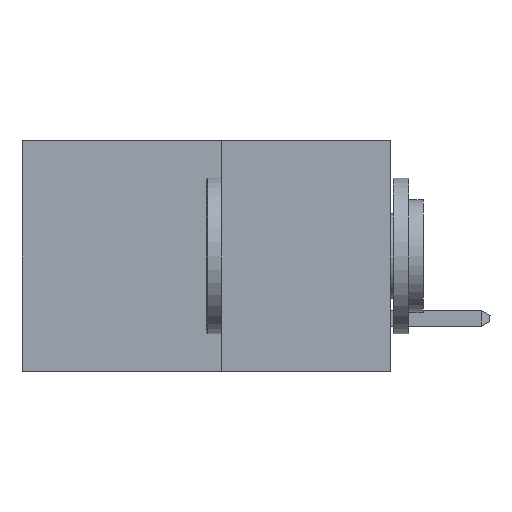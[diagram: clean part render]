
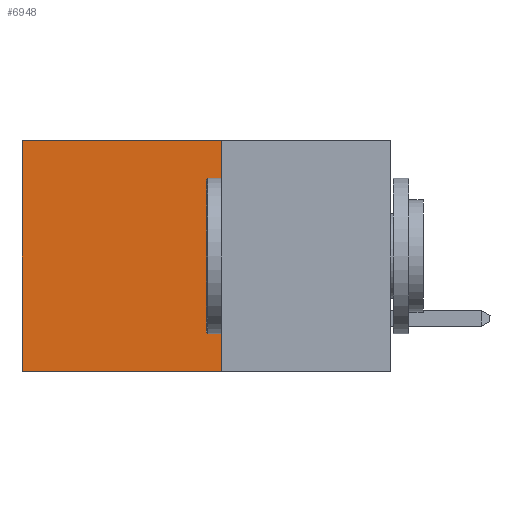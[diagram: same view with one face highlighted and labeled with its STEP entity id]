
A CAD part, left-side view. The second image highlights one B-rep face of the part: STEP entity #6948.
In plain terms, the highlighted planar face has unit normal (-1, 0, 0).
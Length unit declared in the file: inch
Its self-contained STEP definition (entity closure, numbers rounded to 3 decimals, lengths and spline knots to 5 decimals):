
#54 = DIRECTION ( 'NONE',  ( 0., 0., -1. ) ) ;
#488 = EDGE_LOOP ( 'NONE', ( #3481, #8714, #11189, #12028 ) ) ;
#860 = CARTESIAN_POINT ( 'NONE',  ( 0.277, 0.59, -0.37 ) ) ;
#1344 = VERTEX_POINT ( 'NONE', #11254 ) ;
#1766 = DIRECTION ( 'NONE',  ( 0., 1., 0. ) ) ;
#2246 = VERTEX_POINT ( 'NONE', #5041 ) ;
#2462 = CARTESIAN_POINT ( 'NONE',  ( 0.277, 0.59, -0.37 ) ) ;
#2542 = DIRECTION ( 'NONE',  ( 0., 0., -1. ) ) ;
#2836 = EDGE_CURVE ( 'NONE', #1344, #2246, #3288, .T. ) ;
#3067 = AXIS2_PLACEMENT_3D ( 'NONE', #11292, #5722, #54 ) ;
#3123 = CARTESIAN_POINT ( 'NONE',  ( 0.277, 0.27, 0. ) ) ;
#3284 = DIRECTION ( 'NONE',  ( 0., 0., -1. ) ) ;
#3288 = LINE ( 'NONE', #3123, #5754 ) ;
#3454 = CARTESIAN_POINT ( 'NONE',  ( 0.277, 0.27, -0.37 ) ) ;
#3481 = ORIENTED_EDGE ( 'NONE', *, *, #6634, .T. ) ;
#4037 = VERTEX_POINT ( 'NONE', #860 ) ;
#4392 = LINE ( 'NONE', #2462, #11514 ) ;
#4476 = CARTESIAN_POINT ( 'NONE',  ( 0.277, 0.27, -0.37 ) ) ;
#4596 = VERTEX_POINT ( 'NONE', #11208 ) ;
#4798 = PLANE ( 'NONE',  #3067 ) ;
#4968 = LINE ( 'NONE', #3454, #9898 ) ;
#5041 = CARTESIAN_POINT ( 'NONE',  ( 0.277, 0.59, 0. ) ) ;
#5722 = DIRECTION ( 'NONE',  ( 1., 0., 0. ) ) ;
#5754 = VECTOR ( 'NONE', #1766, 39.37008 ) ;
#6269 = DIRECTION ( 'NONE',  ( 0., 1., 0. ) ) ;
#6588 = EDGE_CURVE ( 'NONE', #1344, #4596, #4968, .T. ) ;
#6634 = EDGE_CURVE ( 'NONE', #2246, #4037, #4392, .T. ) ;
#6948 = ADVANCED_FACE ( 'NONE', ( #9119 ), #4798, .F. ) ;
#8665 = LINE ( 'NONE', #4476, #10578 ) ;
#8714 = ORIENTED_EDGE ( 'NONE', *, *, #11306, .F. ) ;
#9119 = FACE_OUTER_BOUND ( 'NONE', #488, .T. ) ;
#9898 = VECTOR ( 'NONE', #3284, 39.37008 ) ;
#10578 = VECTOR ( 'NONE', #6269, 39.37008 ) ;
#11189 = ORIENTED_EDGE ( 'NONE', *, *, #6588, .F. ) ;
#11208 = CARTESIAN_POINT ( 'NONE',  ( 0.277, 0.27, -0.37 ) ) ;
#11254 = CARTESIAN_POINT ( 'NONE',  ( 0.277, 0.27, 0. ) ) ;
#11292 = CARTESIAN_POINT ( 'NONE',  ( 0.277, 0.27, -0.37 ) ) ;
#11306 = EDGE_CURVE ( 'NONE', #4596, #4037, #8665, .T. ) ;
#11514 = VECTOR ( 'NONE', #2542, 39.37008 ) ;
#12028 = ORIENTED_EDGE ( 'NONE', *, *, #2836, .T. ) ;
